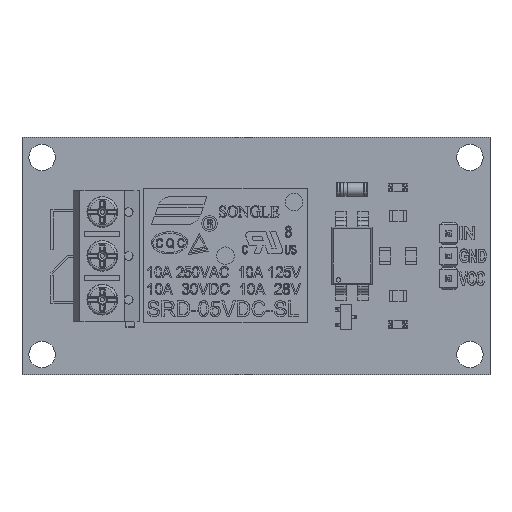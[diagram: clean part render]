
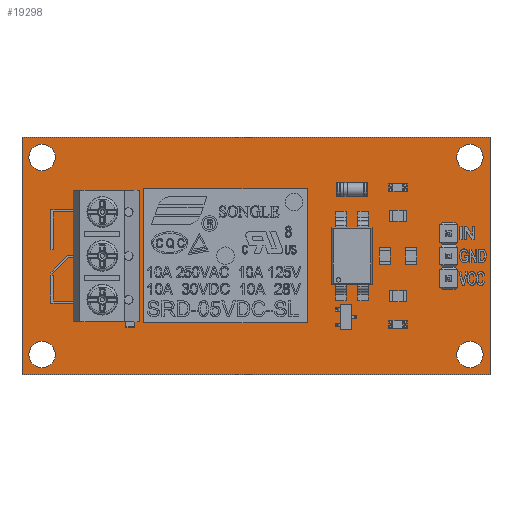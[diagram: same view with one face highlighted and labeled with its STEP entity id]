
A CAD part, top view. The second image highlights one B-rep face of the part: STEP entity #19298.
In plain terms, the highlighted face is planar.
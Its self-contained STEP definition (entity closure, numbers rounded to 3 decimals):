
#2356=FACE_BOUND('',#4009,.T.);
#2357=FACE_BOUND('',#4010,.T.);
#2358=FACE_BOUND('',#4011,.T.);
#2359=FACE_BOUND('',#4012,.T.);
#2424=CIRCLE('',#20378,1.5);
#2425=CIRCLE('',#20379,1.5);
#2426=CIRCLE('',#20380,1.5);
#2427=CIRCLE('',#20381,1.5);
#2428=CIRCLE('',#20382,1.5);
#2429=CIRCLE('',#20383,1.5);
#2430=CIRCLE('',#20384,1.5);
#2431=CIRCLE('',#20385,1.5);
#3062=FACE_OUTER_BOUND('',#4008,.T.);
#4008=EDGE_LOOP('',(#13675,#13676,#13677,#13678));
#4009=EDGE_LOOP('',(#13679,#13680));
#4010=EDGE_LOOP('',(#13681,#13682));
#4011=EDGE_LOOP('',(#13683,#13684));
#4012=EDGE_LOOP('',(#13685,#13686));
#5020=LINE('',#26591,#6725);
#5024=LINE('',#26598,#6729);
#5027=LINE('',#26604,#6732);
#5029=LINE('',#26607,#6734);
#6725=VECTOR('',#21881,1000.);
#6729=VECTOR('',#21887,1000.);
#6732=VECTOR('',#21892,1000.);
#6734=VECTOR('',#21896,1000.);
#8430=VERTEX_POINT('',#26588);
#8431=VERTEX_POINT('',#26590);
#8433=VERTEX_POINT('',#26596);
#8435=VERTEX_POINT('',#26602);
#8436=VERTEX_POINT('',#26609);
#8437=VERTEX_POINT('',#26610);
#8438=VERTEX_POINT('',#26613);
#8439=VERTEX_POINT('',#26614);
#8440=VERTEX_POINT('',#26617);
#8441=VERTEX_POINT('',#26618);
#8442=VERTEX_POINT('',#26621);
#8443=VERTEX_POINT('',#26622);
#10648=EDGE_CURVE('',#8431,#8430,#5020,.T.);
#10652=EDGE_CURVE('',#8430,#8433,#5024,.T.);
#10655=EDGE_CURVE('',#8433,#8435,#5027,.T.);
#10657=EDGE_CURVE('',#8435,#8431,#5029,.T.);
#10658=EDGE_CURVE('',#8436,#8437,#2424,.T.);
#10659=EDGE_CURVE('',#8437,#8436,#2425,.T.);
#10660=EDGE_CURVE('',#8438,#8439,#2426,.T.);
#10661=EDGE_CURVE('',#8439,#8438,#2427,.T.);
#10662=EDGE_CURVE('',#8440,#8441,#2428,.T.);
#10663=EDGE_CURVE('',#8441,#8440,#2429,.T.);
#10664=EDGE_CURVE('',#8442,#8443,#2430,.T.);
#10665=EDGE_CURVE('',#8443,#8442,#2431,.T.);
#13675=ORIENTED_EDGE('',*,*,#10648,.T.);
#13676=ORIENTED_EDGE('',*,*,#10652,.T.);
#13677=ORIENTED_EDGE('',*,*,#10655,.T.);
#13678=ORIENTED_EDGE('',*,*,#10657,.T.);
#13679=ORIENTED_EDGE('',*,*,#10658,.F.);
#13680=ORIENTED_EDGE('',*,*,#10659,.F.);
#13681=ORIENTED_EDGE('',*,*,#10660,.F.);
#13682=ORIENTED_EDGE('',*,*,#10661,.F.);
#13683=ORIENTED_EDGE('',*,*,#10662,.F.);
#13684=ORIENTED_EDGE('',*,*,#10663,.F.);
#13685=ORIENTED_EDGE('',*,*,#10664,.F.);
#13686=ORIENTED_EDGE('',*,*,#10665,.F.);
#18749=PLANE('',#20377);
#19298=ADVANCED_FACE('',(#3062,#2356,#2357,#2358,#2359),#18749,.F.);
#20377=AXIS2_PLACEMENT_3D('',#26608,#21897,#21898);
#20378=AXIS2_PLACEMENT_3D('',#26611,#21899,#21900);
#20379=AXIS2_PLACEMENT_3D('',#26612,#21901,#21902);
#20380=AXIS2_PLACEMENT_3D('',#26615,#21903,#21904);
#20381=AXIS2_PLACEMENT_3D('',#26616,#21905,#21906);
#20382=AXIS2_PLACEMENT_3D('',#26619,#21907,#21908);
#20383=AXIS2_PLACEMENT_3D('',#26620,#21909,#21910);
#20384=AXIS2_PLACEMENT_3D('',#26623,#21911,#21912);
#20385=AXIS2_PLACEMENT_3D('',#26624,#21913,#21914);
#21881=DIRECTION('',(0.,0.,-1.));
#21887=DIRECTION('',(-1.,0.,0.));
#21892=DIRECTION('',(0.,0.,1.));
#21896=DIRECTION('',(1.,0.,0.));
#21897=DIRECTION('center_axis',(0.,-1.,0.));
#21898=DIRECTION('ref_axis',(0.,0.,-1.));
#21899=DIRECTION('center_axis',(0.,1.,0.));
#21900=DIRECTION('ref_axis',(0.,0.,1.));
#21901=DIRECTION('center_axis',(0.,1.,0.));
#21902=DIRECTION('ref_axis',(0.,0.,1.));
#21903=DIRECTION('center_axis',(0.,1.,0.));
#21904=DIRECTION('ref_axis',(0.,0.,1.));
#21905=DIRECTION('center_axis',(0.,1.,0.));
#21906=DIRECTION('ref_axis',(0.,0.,1.));
#21907=DIRECTION('center_axis',(0.,1.,0.));
#21908=DIRECTION('ref_axis',(0.,0.,1.));
#21909=DIRECTION('center_axis',(0.,1.,0.));
#21910=DIRECTION('ref_axis',(0.,0.,1.));
#21911=DIRECTION('center_axis',(0.,1.,0.));
#21912=DIRECTION('ref_axis',(0.,0.,1.));
#21913=DIRECTION('center_axis',(0.,1.,0.));
#21914=DIRECTION('ref_axis',(0.,0.,1.));
#26588=CARTESIAN_POINT('',(26.67,1.626,-13.517));
#26590=CARTESIAN_POINT('',(26.67,1.626,13.517));
#26591=CARTESIAN_POINT('',(26.67,1.626,9.017));
#26596=CARTESIAN_POINT('',(-26.67,1.626,-13.517));
#26598=CARTESIAN_POINT('',(-26.67,1.626,-13.517));
#26602=CARTESIAN_POINT('',(-26.67,1.626,13.517));
#26604=CARTESIAN_POINT('',(-26.67,1.626,9.017));
#26607=CARTESIAN_POINT('',(-26.67,1.626,13.517));
#26608=CARTESIAN_POINT('Origin',(0.,1.626,0.));
#26609=CARTESIAN_POINT('',(-24.384,1.626,-9.731));
#26610=CARTESIAN_POINT('',(-24.384,1.626,-12.731));
#26611=CARTESIAN_POINT('Origin',(-24.384,1.626,-11.231));
#26612=CARTESIAN_POINT('Origin',(-24.384,1.626,-11.231));
#26613=CARTESIAN_POINT('',(24.384,1.626,-9.731));
#26614=CARTESIAN_POINT('',(24.384,1.626,-12.731));
#26615=CARTESIAN_POINT('Origin',(24.384,1.626,-11.231));
#26616=CARTESIAN_POINT('Origin',(24.384,1.626,-11.231));
#26617=CARTESIAN_POINT('',(-24.384,1.626,12.731));
#26618=CARTESIAN_POINT('',(-24.384,1.626,9.731));
#26619=CARTESIAN_POINT('Origin',(-24.384,1.626,11.231));
#26620=CARTESIAN_POINT('Origin',(-24.384,1.626,11.231));
#26621=CARTESIAN_POINT('',(24.384,1.626,12.731));
#26622=CARTESIAN_POINT('',(24.384,1.626,9.731));
#26623=CARTESIAN_POINT('Origin',(24.384,1.626,11.231));
#26624=CARTESIAN_POINT('Origin',(24.384,1.626,11.231));
